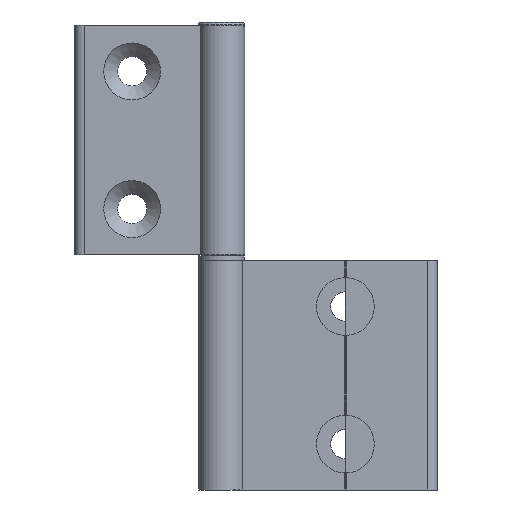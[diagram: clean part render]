
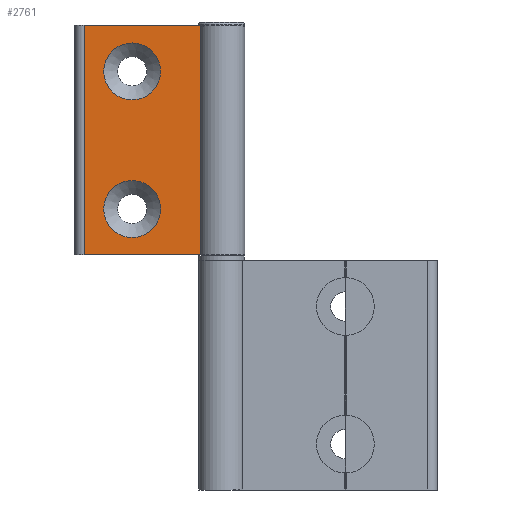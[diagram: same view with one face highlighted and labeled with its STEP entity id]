
A CAD part, front view. The second image highlights one B-rep face of the part: STEP entity #2761.
In plain terms, the highlighted planar face has unit normal (0, -1, 0).
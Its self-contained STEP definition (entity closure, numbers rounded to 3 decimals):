
#167=FACE_BOUND('',#616,.T.);
#168=FACE_BOUND('',#617,.T.);
#200=PLANE('',#3181);
#429=FACE_OUTER_BOUND('',#615,.T.);
#615=EDGE_LOOP('',(#2563,#2564,#2565,#2566));
#616=EDGE_LOOP('',(#2567));
#617=EDGE_LOOP('',(#2568));
#734=LINE('',#5567,#862);
#739=LINE('',#5588,#867);
#743=LINE('',#5604,#871);
#746=LINE('',#5616,#874);
#862=VECTOR('',#4058,1000.);
#867=VECTOR('',#4081,1000.);
#871=VECTOR('',#4099,1000.);
#874=VECTOR('',#4114,1000.);
#1089=CIRCLE('',#3171,6.2);
#1093=CIRCLE('',#3178,6.2);
#1327=VERTEX_POINT('',#5564);
#1328=VERTEX_POINT('',#5566);
#1335=VERTEX_POINT('',#5586);
#1338=VERTEX_POINT('',#5593);
#1340=VERTEX_POINT('',#5602);
#1343=VERTEX_POINT('',#5609);
#1728=EDGE_CURVE('',#1327,#1328,#734,.T.);
#1739=EDGE_CURVE('',#1327,#1335,#739,.T.);
#1742=EDGE_CURVE('',#1338,#1338,#1089,.T.);
#1747=EDGE_CURVE('',#1335,#1340,#743,.T.);
#1750=EDGE_CURVE('',#1343,#1343,#1093,.T.);
#1753=EDGE_CURVE('',#1328,#1340,#746,.T.);
#2563=ORIENTED_EDGE('',*,*,#1747,.T.);
#2564=ORIENTED_EDGE('',*,*,#1753,.F.);
#2565=ORIENTED_EDGE('',*,*,#1728,.F.);
#2566=ORIENTED_EDGE('',*,*,#1739,.T.);
#2567=ORIENTED_EDGE('',*,*,#1750,.T.);
#2568=ORIENTED_EDGE('',*,*,#1742,.T.);
#2761=ADVANCED_FACE('',(#429,#167,#168),#200,.F.);
#3171=AXIS2_PLACEMENT_3D('',#5595,#4087,#4088);
#3178=AXIS2_PLACEMENT_3D('',#5611,#4105,#4106);
#3181=AXIS2_PLACEMENT_3D('',#5615,#4112,#4113);
#4058=DIRECTION('',(-1.,0.,0.));
#4081=DIRECTION('',(0.,0.,1.));
#4087=DIRECTION('center_axis',(0.,1.,0.));
#4088=DIRECTION('ref_axis',(1.,0.,0.));
#4099=DIRECTION('',(-1.,0.,0.));
#4105=DIRECTION('center_axis',(0.,1.,0.));
#4106=DIRECTION('ref_axis',(1.,0.,0.));
#4112=DIRECTION('center_axis',(0.,1.,0.));
#4113=DIRECTION('ref_axis',(1.,0.,0.));
#4114=DIRECTION('',(0.,0.,1.));
#5564=CARTESIAN_POINT('',(-4.819,2.884,26.189));
#5566=CARTESIAN_POINT('',(-30.236,2.884,26.189));
#5567=CARTESIAN_POINT('',(-4.819,2.884,26.189));
#5586=CARTESIAN_POINT('',(-4.819,2.884,76.189));
#5588=CARTESIAN_POINT('',(-4.819,2.884,26.189));
#5593=CARTESIAN_POINT('',(-13.536,2.884,36.189));
#5595=CARTESIAN_POINT('Origin',(-19.736,2.884,36.189));
#5602=CARTESIAN_POINT('',(-30.236,2.884,76.189));
#5604=CARTESIAN_POINT('',(-4.819,2.884,76.189));
#5609=CARTESIAN_POINT('',(-13.536,2.884,66.189));
#5611=CARTESIAN_POINT('Origin',(-19.736,2.884,66.189));
#5615=CARTESIAN_POINT('Origin',(-4.819,2.884,26.189));
#5616=CARTESIAN_POINT('',(-30.236,2.884,26.189));
